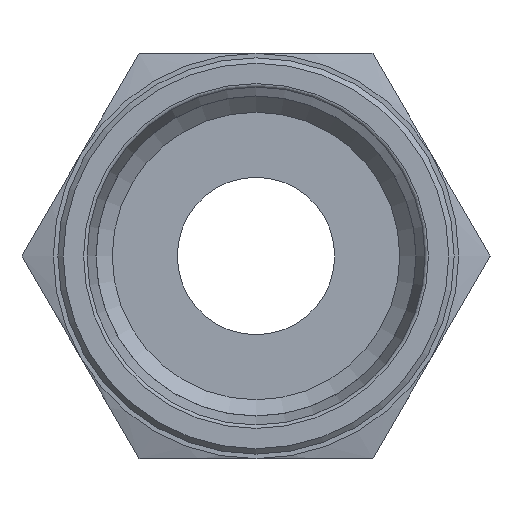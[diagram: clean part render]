
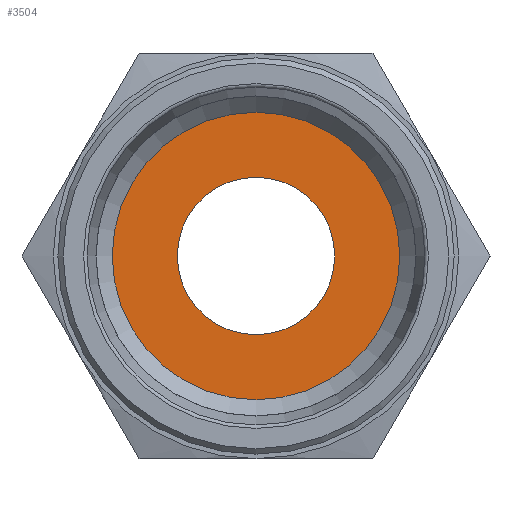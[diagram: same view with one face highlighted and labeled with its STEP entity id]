
A CAD part, left-side view. The second image highlights one B-rep face of the part: STEP entity #3504.
In plain terms, the highlighted planar face has unit normal (-1, 0, 0).
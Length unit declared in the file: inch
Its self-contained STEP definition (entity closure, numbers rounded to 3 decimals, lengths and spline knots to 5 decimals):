
#3170=CARTESIAN_POINT('',(0.9,-0.2185,0.));
#3171=VERTEX_POINT('',#3170);
#3172=CARTESIAN_POINT('',(0.9,0.,0.));
#3173=DIRECTION('',(1.0,0.0,0.0));
#3174=DIRECTION('',(0.0,1.0,0.0));
#3175=AXIS2_PLACEMENT_3D('',#3172,#3173,#3174);
#3176=CIRCLE('',#3175,0.2185);
#3177=EDGE_CURVE('',#3171,#3171,#3176,.T.);
#3418=CARTESIAN_POINT('',(0.9,0.0,0.399));
#3419=VERTEX_POINT('',#3418);
#3420=CARTESIAN_POINT('',(0.9,0.0,0.0));
#3421=DIRECTION('',(-1.0,0.0,0.0));
#3422=DIRECTION('',(0.0,0.0,1.0));
#3423=AXIS2_PLACEMENT_3D('',#3420,#3421,#3422);
#3424=CIRCLE('',#3423,0.399);
#3425=EDGE_CURVE('',#3419,#3419,#3424,.T.);
#3493=CARTESIAN_POINT('',(0.9,0.399,0.0));
#3494=DIRECTION('',(1.0,0.0,0.0));
#3495=DIRECTION('',(0.0,0.0,-1.0));
#3496=AXIS2_PLACEMENT_3D('',#3493,#3494,#3495);
#3497=PLANE('',#3496);
#3498=ORIENTED_EDGE('',*,*,#3425,.T.);
#3499=EDGE_LOOP('',(#3498));
#3500=FACE_OUTER_BOUND('',#3499,.T.);
#3501=ORIENTED_EDGE('',*,*,#3177,.T.);
#3502=EDGE_LOOP('',(#3501));
#3503=FACE_BOUND('',#3502,.T.);
#3504=ADVANCED_FACE('',(#3500,#3503),#3497,.F.);
